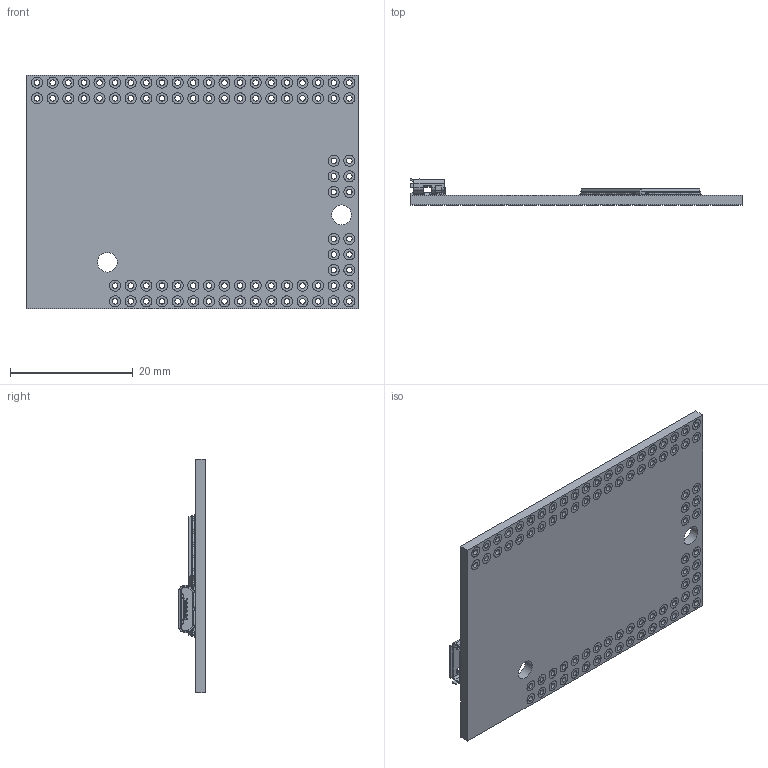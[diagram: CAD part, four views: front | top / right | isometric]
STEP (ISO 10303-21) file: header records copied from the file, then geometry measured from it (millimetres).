
FILE_DESCRIPTION(/* description */ (''),/* implementation_level */ '2;1');
FILE_NAME(/* name */ 'Arduino Mega 2560 Pro.step',/* time_stamp */ '2024-09-27T18:52:28+09:00',/* author */ (''),/* organization */ (''),/* preprocessor_version */ 'ST-DEVELOPER v20',/* originating_system */ 'Autodesk Translation Framework v13.20.0.188',/* authorisation */ '');
FILE_SCHEMA (('AUTOMOTIVE_DESIGN { 1 0 10303 214 3 1 1 }'));
Products named in the file (8): Arduino Mega 2560 Pro Main; Arduino Mega 2560 Pro Board; micro-usb; shield; socket_housing; socket_plate; terminal; TQFP_100_14x14mm_P05mm
Assembly tree (11 placements, depth 3):
  Arduino Mega 2560 Pro Main
    Arduino Mega 2560 Pro Board
    micro-usb
      shield
      socket_housing
      socket_plate
      terminal  x5
    TQFP_100_14x14mm_P05mm
Bounding box: 54 x 4.34 x 38 mm (x, y, z)
Volume: 3412.7 mm3; surface area: 5552.9 mm2
Topology: 10 solids, 10 shells, 2934 faces, 7339 edges, 4588 vertices
Faces by surface type: plane 1953, cylinder 952, bspline 27, sphere 2
Full cylindrical faces by diameter (mm): 0.5 x1, 0.6 x4, 0.9 x86, 1.8 x172, 3.2 x2
Entity records: 85458 total; most frequent: CARTESIAN_POINT 15040, DIRECTION 14388, ORIENTED_EDGE 14050, EDGE_CURVE 7025, LINE 5178, VECTOR 5178, AXIS2_PLACEMENT_3D 4605, VERTEX_POINT 4412
